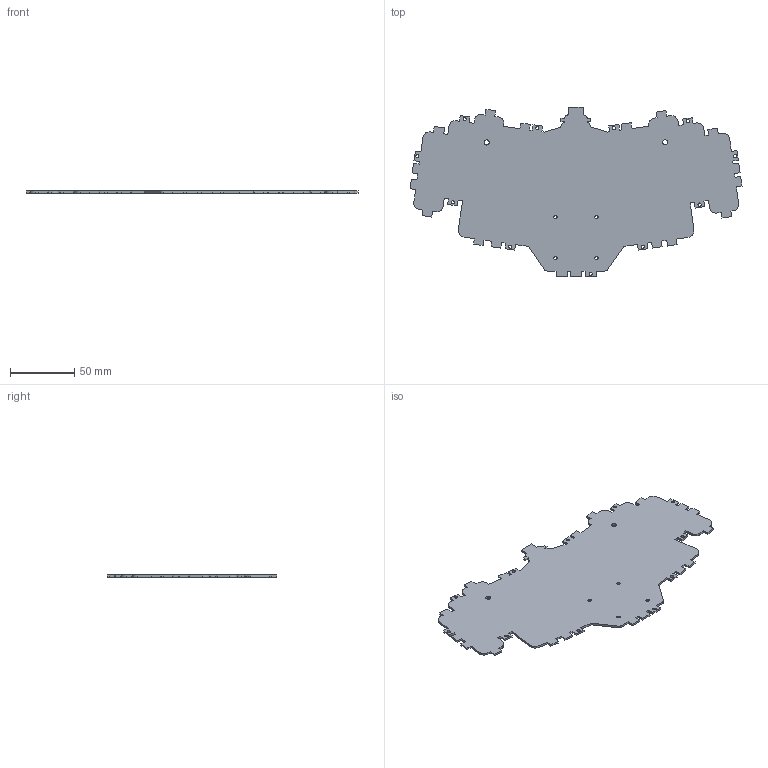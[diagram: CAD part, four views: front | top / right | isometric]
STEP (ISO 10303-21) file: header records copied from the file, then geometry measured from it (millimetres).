
FILE_DESCRIPTION(/* description */ (''),/* implementation_level */ '2;1');
FILE_NAME(/* name */ 'StarShip Centurion Bottom.step',/* time_stamp */ '2024-04-11T09:07:16-07:00',/* author */ (''),/* organization */ (''),/* preprocessor_version */ 'ST-DEVELOPER v20',/* originating_system */ 'Autodesk Translation Framework v12.20.1.177',/* authorisation */ '');
FILE_SCHEMA (('AUTOMOTIVE_DESIGN { 1 0 10303 214 3 1 1 }'));
Length unit declared in the file: millimetre
Products named in the file (1): StarShip 39
Bounding box: 259.11 x 132.3 x 1.6 mm (x, y, z)
Volume: 36745.9 mm3; surface area: 47810.3 mm2
Topology: 1 solids, 1 shells, 232 faces, 690 edges, 460 vertices
Faces by surface type: plane 197, cylinder 35
Full cylindrical faces by diameter (mm): 2.5 x15, 4 x2
Entity records: 7795 total; most frequent: CARTESIAN_POINT 1383, ORIENTED_EDGE 1380, DIRECTION 1226, EDGE_CURVE 690, LINE 620, VECTOR 620, VERTEX_POINT 460, AXIS2_PLACEMENT_3D 303
